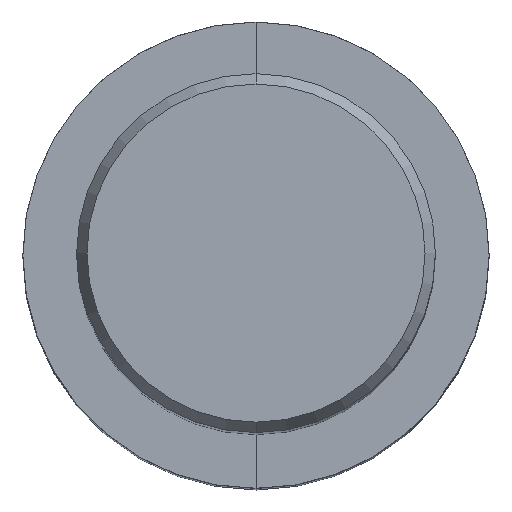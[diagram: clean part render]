
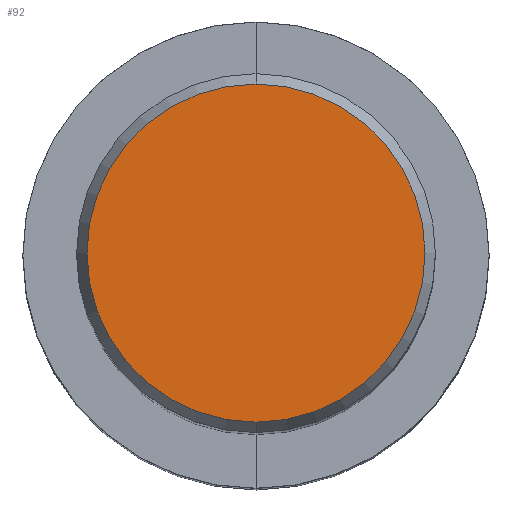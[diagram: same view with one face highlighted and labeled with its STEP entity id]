
A CAD part, top view. The second image highlights one B-rep face of the part: STEP entity #92.
In plain terms, the highlighted planar face has unit normal (0, 0, 1).
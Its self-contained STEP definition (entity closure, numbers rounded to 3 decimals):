
#92=ADVANCED_FACE('',(#206),#207,.T.);
#124=EDGE_CURVE('',#162,#152,#243,.T.);
#152=VERTEX_POINT('',#274);
#158=EDGE_CURVE('',#152,#162,#282,.T.);
#162=VERTEX_POINT('',#286);
#206=FACE_OUTER_BOUND('',#329,.T.);
#207=PLANE('',#330);
#243=CIRCLE('',#376,7.479);
#274=CARTESIAN_POINT('',(0.0,7.479,0.01));
#282=CIRCLE('',#424,7.479);
#286=CARTESIAN_POINT('',(0.,-7.479,0.01));
#329=EDGE_LOOP('',(#457,#458));
#330=AXIS2_PLACEMENT_3D('',#459,#460,#461);
#376=AXIS2_PLACEMENT_3D('',#509,#510,#511);
#424=AXIS2_PLACEMENT_3D('',#559,#560,#561);
#457=ORIENTED_EDGE('',*,*,#158,.F.);
#458=ORIENTED_EDGE('',*,*,#124,.F.);
#459=CARTESIAN_POINT('',(0.0,3.74,0.01));
#460=DIRECTION('',(-0.0,0.0,1.0));
#461=DIRECTION('',(0.0,-1.0,0.0));
#509=CARTESIAN_POINT('',(0.0,0.0,0.01));
#510=DIRECTION('',(0.0,0.0,-1.0));
#511=DIRECTION('',(0.0,1.0,0.0));
#559=CARTESIAN_POINT('',(0.0,0.0,0.01));
#560=DIRECTION('',(0.0,0.0,-1.0));
#561=DIRECTION('',(0.0,1.0,0.0));
